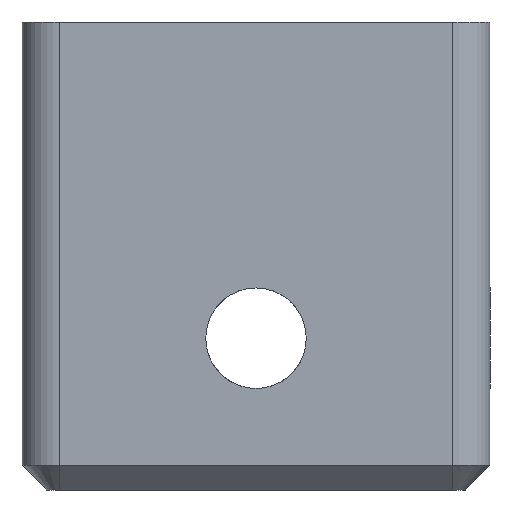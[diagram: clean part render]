
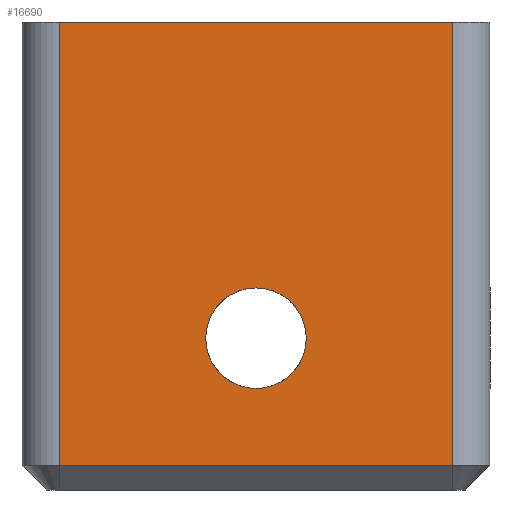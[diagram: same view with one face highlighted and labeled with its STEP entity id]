
A CAD part, front view. The second image highlights one B-rep face of the part: STEP entity #16690.
In plain terms, the highlighted planar face has unit normal (0, -1, 0).
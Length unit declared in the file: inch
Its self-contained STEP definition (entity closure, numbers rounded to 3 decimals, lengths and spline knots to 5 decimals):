
#499 = CIRCLE ( 'NONE', #18060, 0.0795 ) ;
#607 = DIRECTION ( 'NONE',  ( 0., 0., -1. ) ) ;
#1384 = DIRECTION ( 'NONE',  ( 0., 0., -1. ) ) ;
#1497 = LINE ( 'NONE', #24556, #3889 ) ;
#2182 = ORIENTED_EDGE ( 'NONE', *, *, #3005, .T. ) ;
#2702 = DIRECTION ( 'NONE',  ( 0., -1., 0. ) ) ;
#3005 = EDGE_CURVE ( 'NONE', #11686, #18703, #1497, .T. ) ;
#3318 = VERTEX_POINT ( 'NONE', #20934 ) ;
#3334 = CARTESIAN_POINT ( 'NONE',  ( -0.31094, -0.37, 0. ) ) ;
#3889 = VECTOR ( 'NONE', #5755, 39.37008 ) ;
#5755 = DIRECTION ( 'NONE',  ( 0., 0., 1. ) ) ;
#6119 = CARTESIAN_POINT ( 'NONE',  ( 0.31094, -0.37, -0.70063 ) ) ;
#8473 = PLANE ( 'NONE',  #17668 ) ;
#8604 = DIRECTION ( 'NONE',  ( 1., 0., 0. ) ) ;
#8709 = DIRECTION ( 'NONE',  ( 0., -1., 0. ) ) ;
#8750 = EDGE_CURVE ( 'NONE', #8930, #3318, #20224, .T. ) ;
#8837 = ORIENTED_EDGE ( 'NONE', *, *, #19623, .F. ) ;
#8930 = VERTEX_POINT ( 'NONE', #3334 ) ;
#9418 = VECTOR ( 'NONE', #1384, 39.37008 ) ;
#10952 = DIRECTION ( 'NONE',  ( 0., 0., -1. ) ) ;
#11343 = EDGE_CURVE ( 'NONE', #3318, #11686, #21669, .T. ) ;
#11478 = ORIENTED_EDGE ( 'NONE', *, *, #11343, .T. ) ;
#11686 = VERTEX_POINT ( 'NONE', #6119 ) ;
#12614 = FACE_OUTER_BOUND ( 'NONE', #15852, .T. ) ;
#12673 = LINE ( 'NONE', #12946, #25675 ) ;
#12946 = CARTESIAN_POINT ( 'NONE',  ( -0.37, -0.37, 0. ) ) ;
#13083 = DIRECTION ( 'NONE',  ( 1., 0., 0. ) ) ;
#13328 = DIRECTION ( 'NONE',  ( 0., 0., -1. ) ) ;
#13608 = EDGE_CURVE ( 'NONE', #8930, #18703, #12673, .T. ) ;
#14145 = VERTEX_POINT ( 'NONE', #25079 ) ;
#15306 = EDGE_CURVE ( 'NONE', #16730, #14145, #499, .T. ) ;
#15565 = CARTESIAN_POINT ( 'NONE',  ( -0.31094, -0.37, -0.74 ) ) ;
#15852 = EDGE_LOOP ( 'NONE', ( #18958, #11478, #2182, #20362 ) ) ;
#15906 = EDGE_LOOP ( 'NONE', ( #22654, #8837 ) ) ;
#16690 = ADVANCED_FACE ( 'NONE', ( #21529, #12614 ), #8473, .T. ) ;
#16730 = VERTEX_POINT ( 'NONE', #16862 ) ;
#16862 = CARTESIAN_POINT ( 'NONE',  ( 0., -0.37, -0.5795 ) ) ;
#17408 = CARTESIAN_POINT ( 'NONE',  ( -0.37, -0.37, -0.74 ) ) ;
#17668 = AXIS2_PLACEMENT_3D ( 'NONE', #17408, #2702, #10952 ) ;
#18060 = AXIS2_PLACEMENT_3D ( 'NONE', #21240, #8709, #607 ) ;
#18703 = VERTEX_POINT ( 'NONE', #23221 ) ;
#18958 = ORIENTED_EDGE ( 'NONE', *, *, #8750, .T. ) ;
#19098 = CARTESIAN_POINT ( 'NONE',  ( 0., -0.37, -0.5 ) ) ;
#19471 = CARTESIAN_POINT ( 'NONE',  ( -0.37, -0.37, -0.70063 ) ) ;
#19623 = EDGE_CURVE ( 'NONE', #14145, #16730, #26834, .T. ) ;
#20224 = LINE ( 'NONE', #15565, #9418 ) ;
#20362 = ORIENTED_EDGE ( 'NONE', *, *, #13608, .F. ) ;
#20934 = CARTESIAN_POINT ( 'NONE',  ( -0.31094, -0.37, -0.70063 ) ) ;
#21240 = CARTESIAN_POINT ( 'NONE',  ( 0., -0.37, -0.5 ) ) ;
#21306 = DIRECTION ( 'NONE',  ( 0., -1., 0. ) ) ;
#21529 = FACE_BOUND ( 'NONE', #15906, .T. ) ;
#21669 = LINE ( 'NONE', #19471, #22987 ) ;
#22480 = AXIS2_PLACEMENT_3D ( 'NONE', #19098, #21306, #13328 ) ;
#22654 = ORIENTED_EDGE ( 'NONE', *, *, #15306, .F. ) ;
#22987 = VECTOR ( 'NONE', #8604, 39.37008 ) ;
#23221 = CARTESIAN_POINT ( 'NONE',  ( 0.31094, -0.37, 0. ) ) ;
#24556 = CARTESIAN_POINT ( 'NONE',  ( 0.31094, -0.37, -0.74 ) ) ;
#25079 = CARTESIAN_POINT ( 'NONE',  ( 0., -0.37, -0.4205 ) ) ;
#25675 = VECTOR ( 'NONE', #13083, 39.37008 ) ;
#26834 = CIRCLE ( 'NONE', #22480, 0.0795 ) ;
